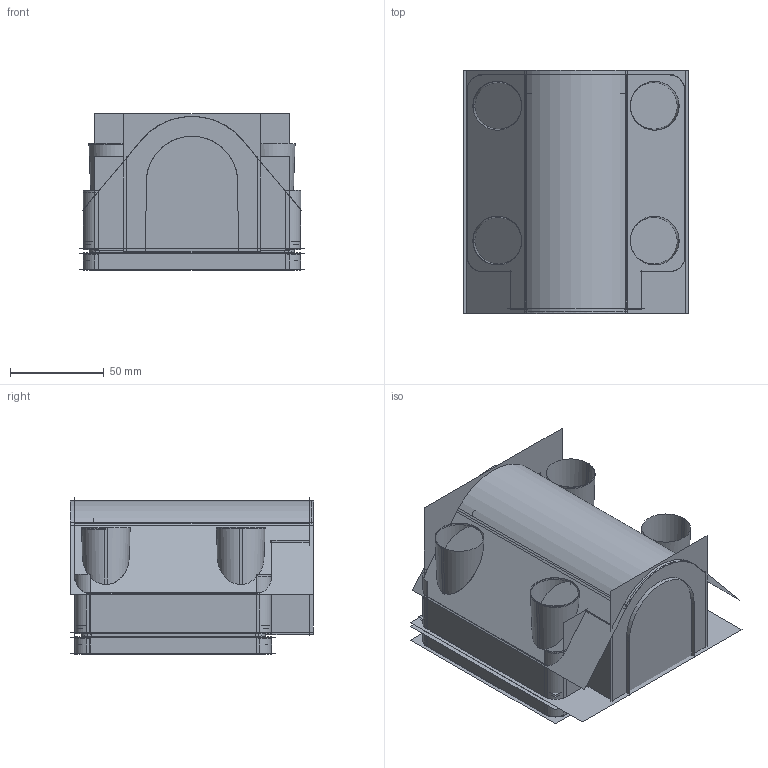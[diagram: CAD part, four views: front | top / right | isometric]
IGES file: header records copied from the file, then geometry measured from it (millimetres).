
Start section:  PTC IGES file: 168_asm.igs
Global section: file name: 168_asm.igs; native system: Pro/ENGINEER by Parametric Technology Corporation; preprocessor: 2004080; author: Emanuele Bellini; organization: Unknown; date: 050708.115945; units: millimetre
Bounding box: 120.64 x 130 x 83.64 mm (x, y, z)
Surface area: 303917 mm2 (no closed solid volume)
Topology: 0 solids, 0 shells, 252 faces, 3659 edges, 4780 vertices
Faces by surface type: bspline 148, revolution 104
